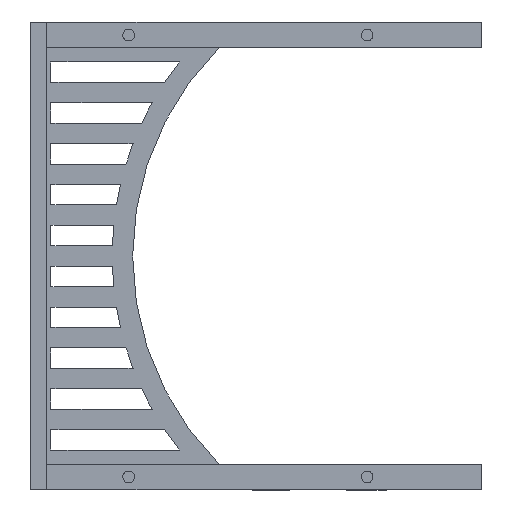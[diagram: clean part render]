
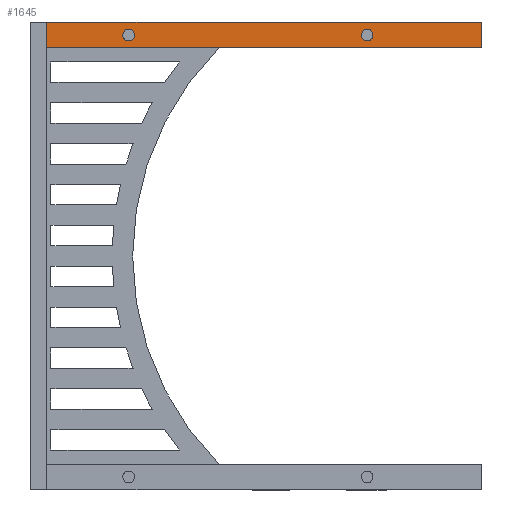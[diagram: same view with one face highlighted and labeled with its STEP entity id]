
A CAD part, left-side view. The second image highlights one B-rep face of the part: STEP entity #1645.
In plain terms, the highlighted face is planar.
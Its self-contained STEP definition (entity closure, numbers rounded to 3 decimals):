
#14 = ORIENTED_EDGE ( 'NONE', *, *, #3780, .T. ) ;
#67 = CARTESIAN_POINT ( 'NONE',  ( 137.43, 78., 8. ) ) ;
#69 = VERTEX_POINT ( 'NONE', #1112 ) ;
#70 = CARTESIAN_POINT ( 'NONE',  ( 139.23, 5., 8. ) ) ;
#79 = CARTESIAN_POINT ( 'NONE',  ( 135.429, 103., 8. ) ) ;
#81 = ORIENTED_EDGE ( 'NONE', *, *, #2394, .T. ) ;
#152 = DIRECTION ( 'NONE',  ( 0., 0., -1. ) ) ;
#177 = DIRECTION ( 'NONE',  ( -1., 0., 0. ) ) ;
#274 = EDGE_LOOP ( 'NONE', ( #876, #615, #3435, #1137 ) ) ;
#326 = CARTESIAN_POINT ( 'NONE',  ( 139.23, 5., 8. ) ) ;
#407 = CARTESIAN_POINT ( 'NONE',  ( 106., -30., 8. ) ) ;
#457 = DIRECTION ( 'NONE',  ( -1., 0., 0. ) ) ;
#486 = VERTEX_POINT ( 'NONE', #1761 ) ;
#555 = CIRCLE ( 'NONE', #3088, 1.8 ) ;
#605 = AXIS2_PLACEMENT_3D ( 'NONE', #2083, #621, #2975 ) ;
#615 = ORIENTED_EDGE ( 'NONE', *, *, #1778, .T. ) ;
#621 = DIRECTION ( 'NONE',  ( 0., 0., -1. ) ) ;
#624 = CARTESIAN_POINT ( 'NONE',  ( 139.23, 78., 8. ) ) ;
#682 = CIRCLE ( 'NONE', #1061, 1.8 ) ;
#767 = EDGE_CURVE ( 'NONE', #69, #2532, #2486, .T. ) ;
#771 = DIRECTION ( 'NONE',  ( -1., 0., 0. ) ) ;
#828 = LINE ( 'NONE', #2355, #2048 ) ;
#873 = FACE_BOUND ( 'NONE', #2069, .T. ) ;
#876 = ORIENTED_EDGE ( 'NONE', *, *, #1084, .F. ) ;
#911 = DIRECTION ( 'NONE',  ( -1., 0., 0. ) ) ;
#915 = FACE_OUTER_BOUND ( 'NONE', #274, .T. ) ;
#987 = EDGE_CURVE ( 'NONE', #3252, #1414, #828, .T. ) ;
#1061 = AXIS2_PLACEMENT_3D ( 'NONE', #70, #2479, #771 ) ;
#1084 = EDGE_CURVE ( 'NONE', #3554, #3252, #2198, .T. ) ;
#1105 = LINE ( 'NONE', #407, #2225 ) ;
#1112 = CARTESIAN_POINT ( 'NONE',  ( 141.03, 5., 8. ) ) ;
#1137 = ORIENTED_EDGE ( 'NONE', *, *, #987, .F. ) ;
#1224 = CARTESIAN_POINT ( 'NONE',  ( 0., 103., 8. ) ) ;
#1352 = EDGE_CURVE ( 'NONE', #1414, #486, #1105, .T. ) ;
#1414 = VERTEX_POINT ( 'NONE', #2864 ) ;
#1532 = DIRECTION ( 'NONE',  ( 0., 0., -1. ) ) ;
#1645 = ADVANCED_FACE ( 'NONE', ( #915, #3276, #873 ), #2662, .F. ) ;
#1722 = CARTESIAN_POINT ( 'NONE',  ( 141.03, 78., 8. ) ) ;
#1761 = CARTESIAN_POINT ( 'NONE',  ( 135.429, -30., 8. ) ) ;
#1778 = EDGE_CURVE ( 'NONE', #3554, #486, #1886, .T. ) ;
#1828 = DIRECTION ( 'NONE',  ( 0., 0., -1. ) ) ;
#1862 = CARTESIAN_POINT ( 'NONE',  ( 135.429, -468., 8. ) ) ;
#1886 = LINE ( 'NONE', #1862, #3086 ) ;
#1989 = AXIS2_PLACEMENT_3D ( 'NONE', #624, #1828, #3040 ) ;
#2013 = CARTESIAN_POINT ( 'NONE',  ( 143.23, 103., 8. ) ) ;
#2048 = VECTOR ( 'NONE', #2716, 1000. ) ;
#2069 = EDGE_LOOP ( 'NONE', ( #3889, #2386 ) ) ;
#2083 = CARTESIAN_POINT ( 'NONE',  ( 8., -468., 8. ) ) ;
#2198 = LINE ( 'NONE', #1224, #3316 ) ;
#2225 = VECTOR ( 'NONE', #177, 1000. ) ;
#2295 = EDGE_CURVE ( 'NONE', #2532, #69, #682, .T. ) ;
#2355 = CARTESIAN_POINT ( 'NONE',  ( 143.23, 108., 8. ) ) ;
#2386 = ORIENTED_EDGE ( 'NONE', *, *, #767, .T. ) ;
#2394 = EDGE_CURVE ( 'NONE', #2493, #2939, #555, .T. ) ;
#2479 = DIRECTION ( 'NONE',  ( 0., 0., -1. ) ) ;
#2486 = CIRCLE ( 'NONE', #3622, 1.8 ) ;
#2493 = VERTEX_POINT ( 'NONE', #1722 ) ;
#2532 = VERTEX_POINT ( 'NONE', #3001 ) ;
#2662 = PLANE ( 'NONE',  #605 ) ;
#2716 = DIRECTION ( 'NONE',  ( 0., -1., 0. ) ) ;
#2726 = EDGE_LOOP ( 'NONE', ( #14, #81 ) ) ;
#2864 = CARTESIAN_POINT ( 'NONE',  ( 143.23, -30., 8. ) ) ;
#2939 = VERTEX_POINT ( 'NONE', #67 ) ;
#2975 = DIRECTION ( 'NONE',  ( -1., 0., 0. ) ) ;
#3001 = CARTESIAN_POINT ( 'NONE',  ( 137.43, 5., 8. ) ) ;
#3040 = DIRECTION ( 'NONE',  ( -1., 0., 0. ) ) ;
#3086 = VECTOR ( 'NONE', #3103, 1000. ) ;
#3088 = AXIS2_PLACEMENT_3D ( 'NONE', #3796, #152, #457 ) ;
#3103 = DIRECTION ( 'NONE',  ( 0., -1., 0. ) ) ;
#3200 = CIRCLE ( 'NONE', #1989, 1.8 ) ;
#3252 = VERTEX_POINT ( 'NONE', #2013 ) ;
#3276 = FACE_BOUND ( 'NONE', #2726, .T. ) ;
#3316 = VECTOR ( 'NONE', #3325, 1000. ) ;
#3325 = DIRECTION ( 'NONE',  ( 1., 0., 0. ) ) ;
#3435 = ORIENTED_EDGE ( 'NONE', *, *, #1352, .F. ) ;
#3554 = VERTEX_POINT ( 'NONE', #79 ) ;
#3622 = AXIS2_PLACEMENT_3D ( 'NONE', #326, #1532, #911 ) ;
#3780 = EDGE_CURVE ( 'NONE', #2939, #2493, #3200, .T. ) ;
#3796 = CARTESIAN_POINT ( 'NONE',  ( 139.23, 78., 8. ) ) ;
#3889 = ORIENTED_EDGE ( 'NONE', *, *, #2295, .T. ) ;
